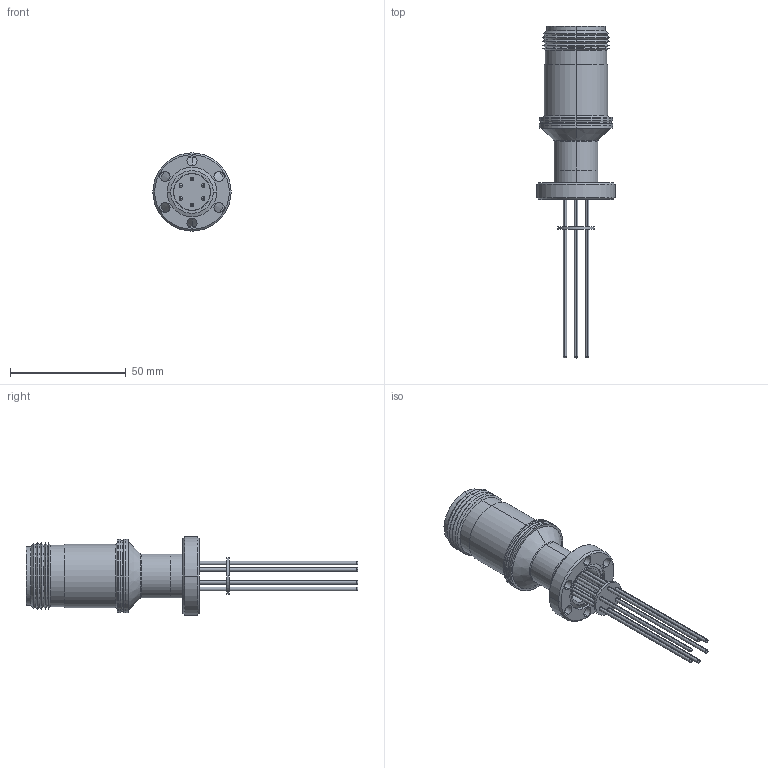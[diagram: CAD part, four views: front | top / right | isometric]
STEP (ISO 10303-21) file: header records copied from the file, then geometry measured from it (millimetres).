
FILE_DESCRIPTION (( 'STEP AP203' ), '1' );
FILE_NAME ('A3514-1-CF.STEP', '2013-03-26T12:21:50', ( '' ), ( '' ), 'SwSTEP 2.0', 'SolidWorks 2012', '' );
FILE_SCHEMA (( 'CONFIG_CONTROL_DESIGN' ));
Length unit declared in the file: inch
Products named in the file (1): A3514-1-CF
Bounding box: 33.78 x 143.38 x 33.78 mm (x, y, z)
Volume: 16790.8 mm3; surface area: 28078.6 mm2
Topology: 25 solids, 25 shells, 373 faces, 812 edges, 517 vertices
Faces by surface type: cylinder 178, plane 90, cone 55, torus 50
Entity records: 10794 total; most frequent: DIRECTION 2063, CARTESIAN_POINT 1996, ORIENTED_EDGE 1624, AXIS2_PLACEMENT_3D 905, EDGE_CURVE 812, CIRCLE 531, VERTEX_POINT 517, EDGE_LOOP 471
